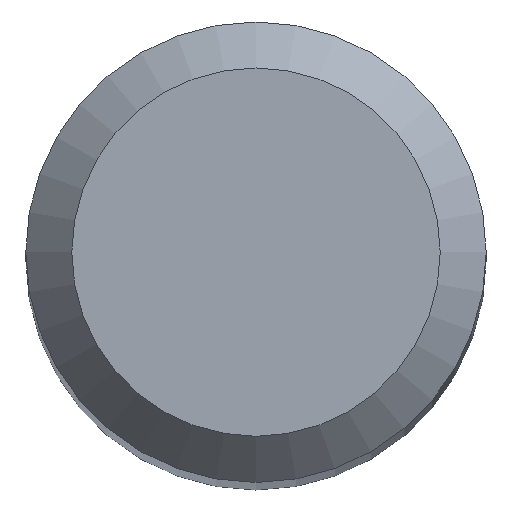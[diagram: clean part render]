
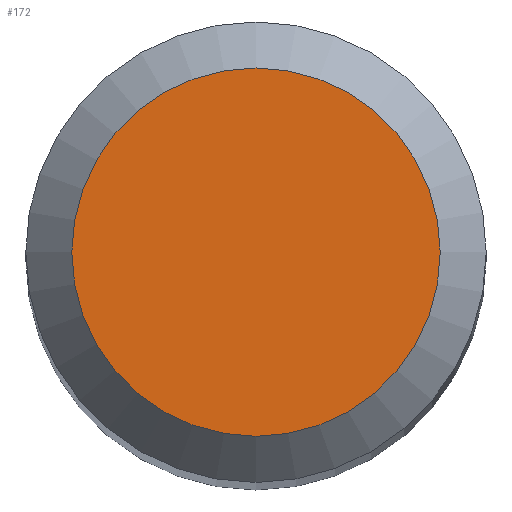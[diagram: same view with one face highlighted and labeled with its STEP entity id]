
A CAD part, top view. The second image highlights one B-rep face of the part: STEP entity #172.
In plain terms, the highlighted planar face has unit normal (0, 0, 1).
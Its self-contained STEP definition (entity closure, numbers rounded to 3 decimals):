
#14 = AXIS2_PLACEMENT_3D ( 'NONE', #290, #256, #150 ) ;
#51 = CIRCLE ( 'NONE', #260, 1.2 ) ;
#62 = FACE_OUTER_BOUND ( 'NONE', #93, .T. ) ;
#71 = VERTEX_POINT ( 'NONE', #262 ) ;
#93 = EDGE_LOOP ( 'NONE', ( #196 ) ) ;
#110 = PLANE ( 'NONE',  #14 ) ;
#117 = DIRECTION ( 'NONE',  ( 0., 1., 0. ) ) ;
#148 = CARTESIAN_POINT ( 'NONE',  ( 0., 0., 50. ) ) ;
#150 = DIRECTION ( 'NONE',  ( 0., 1., 0. ) ) ;
#172 = ADVANCED_FACE ( 'NONE', ( #62 ), #110, .F. ) ;
#185 = EDGE_CURVE ( 'NONE', #71, #71, #51, .T. ) ;
#196 = ORIENTED_EDGE ( 'NONE', *, *, #185, .F. ) ;
#256 = DIRECTION ( 'NONE',  ( 0., 0., -1. ) ) ;
#260 = AXIS2_PLACEMENT_3D ( 'NONE', #148, #287, #117 ) ;
#262 = CARTESIAN_POINT ( 'NONE',  ( 0., 1.2, 50. ) ) ;
#287 = DIRECTION ( 'NONE',  ( 0., 0., -1. ) ) ;
#290 = CARTESIAN_POINT ( 'NONE',  ( 0., 0., 50. ) ) ;
